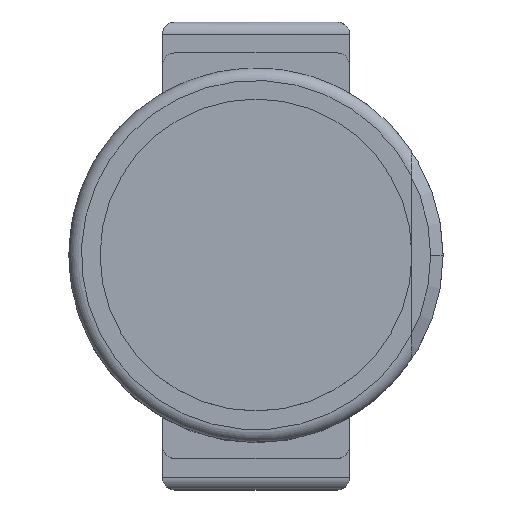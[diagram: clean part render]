
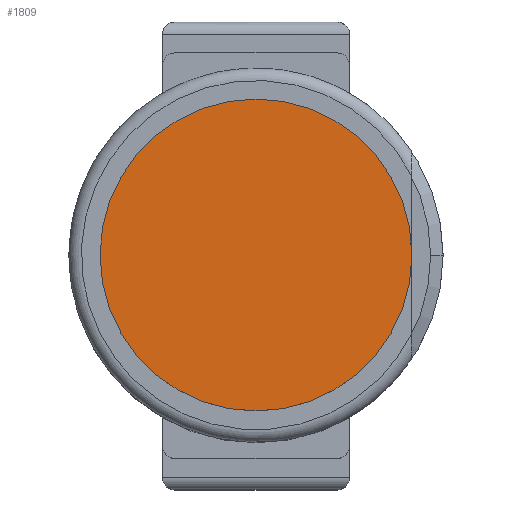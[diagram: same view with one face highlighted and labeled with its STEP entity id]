
A CAD part, top view. The second image highlights one B-rep face of the part: STEP entity #1809.
In plain terms, the highlighted planar face has unit normal (0, 0, 1).
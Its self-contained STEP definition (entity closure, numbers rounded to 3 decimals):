
#771=CARTESIAN_POINT('',(0.,0.,100.));
#772=DIRECTION('',(0.,0.,1.));
#773=DIRECTION('',(1.,0.,0.));
#774=AXIS2_PLACEMENT_3D('',#771,#772,#773);
#776=CARTESIAN_POINT('',(0.,0.,100.));
#777=DIRECTION('',(0.,0.,1.));
#778=DIRECTION('',(-1.,0.,0.));
#779=AXIS2_PLACEMENT_3D('',#776,#777,#778);
#991=CARTESIAN_POINT('',(25.,0.,100.));
#992=CARTESIAN_POINT('',(-25.,0.,100.));
#993=VERTEX_POINT('',#991);
#994=VERTEX_POINT('',#992);
#1800=CARTESIAN_POINT('',(0.,0.,100.));
#1801=DIRECTION('',(0.,0.,1.));
#1802=DIRECTION('',(1.,0.,0.));
#1803=AXIS2_PLACEMENT_3D('',#1800,#1801,#1802);
#1804=PLANE('',#1803);
#1805=ORIENTED_EDGE('',*,*,#1780,.F.);
#1806=ORIENTED_EDGE('',*,*,#1794,.F.);
#1807=EDGE_LOOP('',(#1805,#1806));
#1808=FACE_OUTER_BOUND('',#1807,.F.);
#775=CIRCLE('',#774,25.);
#780=CIRCLE('',#779,25.);
#1780=EDGE_CURVE('',#993,#994,#775,.T.);
#1794=EDGE_CURVE('',#994,#993,#780,.T.);
#1809=ADVANCED_FACE('',(#1808),#1804,.T.);
